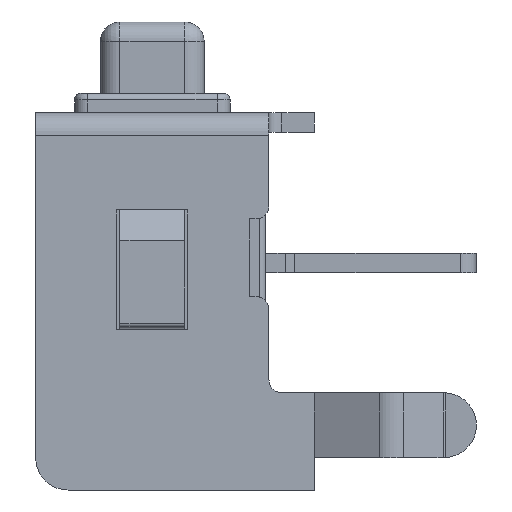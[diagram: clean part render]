
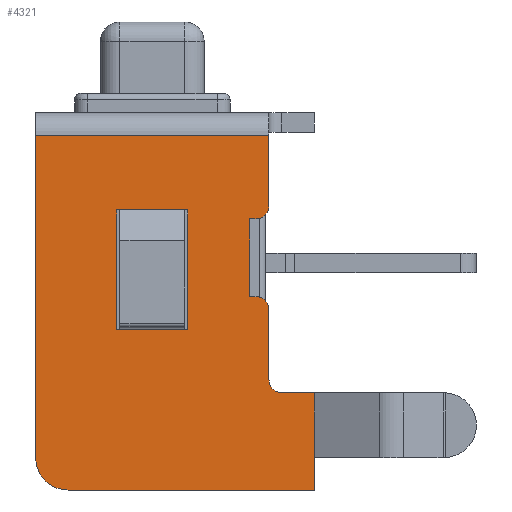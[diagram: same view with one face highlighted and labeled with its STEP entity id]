
A CAD part, left-side view. The second image highlights one B-rep face of the part: STEP entity #4321.
In plain terms, the highlighted planar face has unit normal (-1, 0, 0).
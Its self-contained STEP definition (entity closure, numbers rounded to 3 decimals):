
#41=FACE_BOUND('',#630,.T.);
#204=PLANE('',#4647);
#385=FACE_OUTER_BOUND('',#629,.T.);
#629=EDGE_LOOP('',(#3301,#3302,#3303,#3304,#3305,#3306,#3307,#3308,#3309,
#3310,#3311,#3312,#3313,#3314,#3315));
#630=EDGE_LOOP('',(#3316,#3317,#3318,#3319));
#910=LINE('',#6554,#1356);
#914=LINE('',#6569,#1360);
#943=LINE('',#6634,#1389);
#946=LINE('',#6639,#1392);
#949=LINE('',#6644,#1395);
#950=LINE('',#6646,#1396);
#951=LINE('',#6648,#1397);
#952=LINE('',#6650,#1398);
#954=LINE('',#6654,#1400);
#956=LINE('',#6658,#1402);
#958=LINE('',#6662,#1404);
#959=LINE('',#6664,#1405);
#960=LINE('',#6666,#1406);
#961=LINE('',#6667,#1407);
#962=LINE('',#6668,#1408);
#1356=VECTOR('',#5266,1000.);
#1360=VECTOR('',#5284,1000.);
#1389=VECTOR('',#5345,1000.);
#1392=VECTOR('',#5350,1000.);
#1395=VECTOR('',#5355,1000.);
#1396=VECTOR('',#5358,1000.);
#1397=VECTOR('',#5361,1000.);
#1398=VECTOR('',#5364,1000.);
#1400=VECTOR('',#5368,1000.);
#1402=VECTOR('',#5372,1000.);
#1404=VECTOR('',#5376,1000.);
#1405=VECTOR('',#5379,1000.);
#1406=VECTOR('',#5382,1000.);
#1407=VECTOR('',#5383,1000.);
#1408=VECTOR('',#5384,1000.);
#1735=CIRCLE('',#4598,0.2);
#1737=CIRCLE('',#4601,0.2);
#1739=CIRCLE('',#4604,0.2);
#1741=CIRCLE('',#4607,0.5);
#1972=VERTEX_POINT('',#6502);
#1973=VERTEX_POINT('',#6503);
#1976=VERTEX_POINT('',#6511);
#1977=VERTEX_POINT('',#6512);
#1980=VERTEX_POINT('',#6520);
#1981=VERTEX_POINT('',#6521);
#1984=VERTEX_POINT('',#6529);
#1985=VERTEX_POINT('',#6530);
#1988=VERTEX_POINT('',#6544);
#1989=VERTEX_POINT('',#6552);
#1990=VERTEX_POINT('',#6562);
#1993=VERTEX_POINT('',#6567);
#2012=VERTEX_POINT('',#6632);
#2013=VERTEX_POINT('',#6633);
#2014=VERTEX_POINT('',#6638);
#2015=VERTEX_POINT('',#6642);
#2016=VERTEX_POINT('',#6652);
#2017=VERTEX_POINT('',#6656);
#2018=VERTEX_POINT('',#6660);
#2412=EDGE_CURVE('',#1972,#1973,#1735,.T.);
#2416=EDGE_CURVE('',#1976,#1977,#1737,.T.);
#2420=EDGE_CURVE('',#1980,#1981,#1739,.T.);
#2424=EDGE_CURVE('',#1984,#1985,#1741,.T.);
#2439=EDGE_CURVE('',#1989,#1988,#910,.T.);
#2445=EDGE_CURVE('',#1993,#1990,#914,.T.);
#2480=EDGE_CURVE('',#2012,#2013,#943,.T.);
#2483=EDGE_CURVE('',#1973,#2014,#946,.T.);
#2486=EDGE_CURVE('',#2014,#2015,#949,.T.);
#2487=EDGE_CURVE('',#2015,#1976,#950,.T.);
#2488=EDGE_CURVE('',#1977,#1980,#951,.T.);
#2489=EDGE_CURVE('',#1981,#1989,#952,.T.);
#2491=EDGE_CURVE('',#2016,#1984,#954,.T.);
#2493=EDGE_CURVE('',#2017,#2012,#956,.T.);
#2495=EDGE_CURVE('',#2018,#2017,#958,.T.);
#2496=EDGE_CURVE('',#2013,#2018,#959,.T.);
#2497=EDGE_CURVE('',#1990,#1972,#960,.T.);
#2498=EDGE_CURVE('',#1985,#1993,#961,.T.);
#2499=EDGE_CURVE('',#1988,#2016,#962,.T.);
#3301=ORIENTED_EDGE('',*,*,#2487,.F.);
#3302=ORIENTED_EDGE('',*,*,#2486,.F.);
#3303=ORIENTED_EDGE('',*,*,#2483,.F.);
#3304=ORIENTED_EDGE('',*,*,#2412,.F.);
#3305=ORIENTED_EDGE('',*,*,#2497,.F.);
#3306=ORIENTED_EDGE('',*,*,#2445,.F.);
#3307=ORIENTED_EDGE('',*,*,#2498,.F.);
#3308=ORIENTED_EDGE('',*,*,#2424,.F.);
#3309=ORIENTED_EDGE('',*,*,#2491,.F.);
#3310=ORIENTED_EDGE('',*,*,#2499,.F.);
#3311=ORIENTED_EDGE('',*,*,#2439,.F.);
#3312=ORIENTED_EDGE('',*,*,#2489,.F.);
#3313=ORIENTED_EDGE('',*,*,#2420,.F.);
#3314=ORIENTED_EDGE('',*,*,#2488,.F.);
#3315=ORIENTED_EDGE('',*,*,#2416,.F.);
#3316=ORIENTED_EDGE('',*,*,#2493,.T.);
#3317=ORIENTED_EDGE('',*,*,#2480,.T.);
#3318=ORIENTED_EDGE('',*,*,#2496,.T.);
#3319=ORIENTED_EDGE('',*,*,#2495,.T.);
#4321=ADVANCED_FACE('',(#385,#41),#204,.T.);
#4598=AXIS2_PLACEMENT_3D('',#6504,#5215,#5216);
#4601=AXIS2_PLACEMENT_3D('',#6513,#5223,#5224);
#4604=AXIS2_PLACEMENT_3D('',#6522,#5231,#5232);
#4607=AXIS2_PLACEMENT_3D('',#6531,#5239,#5240);
#4647=AXIS2_PLACEMENT_3D('',#6665,#5380,#5381);
#5215=DIRECTION('center_axis',(1.,0.,0.));
#5216=DIRECTION('ref_axis',(0.,0.,
-1.));
#5223=DIRECTION('center_axis',(1.,0.,0.));
#5224=DIRECTION('ref_axis',(0.,0.,
-1.));
#5231=DIRECTION('center_axis',(-1.,0.,0.));
#5232=DIRECTION('ref_axis',(0.,0.,-1.));
#5239=DIRECTION('center_axis',(1.,0.,0.));
#5240=DIRECTION('ref_axis',(0.,0.,-1.));
#5266=DIRECTION('',(0.,0.,-1.));
#5284=DIRECTION('',(0.,-1.,0.));
#5345=DIRECTION('',(0.,0.,-1.));
#5350=DIRECTION('',(0.,1.,0.));
#5355=DIRECTION('',(0.,0.,-1.));
#5358=DIRECTION('',(0.,-1.,0.));
#5361=DIRECTION('',(0.,0.,-1.));
#5364=DIRECTION('',(0.,-1.,0.));
#5368=DIRECTION('',(0.,1.,0.));
#5372=DIRECTION('',(0.,-1.,0.));
#5376=DIRECTION('',(0.,0.,1.));
#5379=DIRECTION('',(0.,1.,0.));
#5380=DIRECTION('center_axis',(-1.,0.,0.));
#5381=DIRECTION('ref_axis',(0.,0.,-1.));
#5382=DIRECTION('',(0.,0.,-1.));
#5383=DIRECTION('',(0.,0.,1.));
#5384=DIRECTION('',(0.,0.,-1.));
#6502=CARTESIAN_POINT('',(-3.65,-1.8,-1.136));
#6503=CARTESIAN_POINT('',(-3.65,-1.6,-1.336));
#6504=CARTESIAN_POINT('Origin',(-3.65,-1.6,-1.136));
#6511=CARTESIAN_POINT('',(-3.65,-1.6,-2.536));
#6512=CARTESIAN_POINT('',(-3.65,-1.8,-2.736));
#6513=CARTESIAN_POINT('Origin',(-3.65,-1.6,-2.736));
#6520=CARTESIAN_POINT('',(-3.65,-1.8,-3.82));
#6521=CARTESIAN_POINT('',(-3.65,-2.,-4.02));
#6522=CARTESIAN_POINT('Origin',(-3.65,-2.,-3.82));
#6529=CARTESIAN_POINT('',(-3.65,1.3,-5.52));
#6530=CARTESIAN_POINT('',(-3.65,1.8,-5.02));
#6531=CARTESIAN_POINT('Origin',(-3.65,1.3,-5.02));
#6544=CARTESIAN_POINT('',(-3.65,-2.5,-5.02));
#6552=CARTESIAN_POINT('',(-3.65,-2.5,-4.02));
#6554=CARTESIAN_POINT('',(-3.65,-2.5,2.764));
#6562=CARTESIAN_POINT('',(-3.65,-1.8,-0.05));
#6567=CARTESIAN_POINT('',(-3.65,1.8,-0.05));
#6569=CARTESIAN_POINT('',(-3.65,1.8,-0.05));
#6632=CARTESIAN_POINT('',(-3.65,-0.55,-1.2));
#6633=CARTESIAN_POINT('',(-3.65,-0.55,-3.05));
#6634=CARTESIAN_POINT('',(-3.65,-0.55,2.764));
#6638=CARTESIAN_POINT('',(-3.65,-1.5,-1.336));
#6639=CARTESIAN_POINT('',(-3.65,1.8,-1.336));
#6642=CARTESIAN_POINT('',(-3.65,-1.5,-2.536));
#6644=CARTESIAN_POINT('',(-3.65,-1.5,2.764));
#6646=CARTESIAN_POINT('',(-3.65,1.8,-2.536));
#6648=CARTESIAN_POINT('',(-3.65,-1.8,2.764));
#6650=CARTESIAN_POINT('',(-3.65,1.8,-4.02));
#6652=CARTESIAN_POINT('',(-3.65,-2.5,-5.52));
#6654=CARTESIAN_POINT('',(-3.65,1.8,-5.52));
#6656=CARTESIAN_POINT('',(-3.65,0.55,-1.2));
#6658=CARTESIAN_POINT('',(-3.65,1.8,-1.2));
#6660=CARTESIAN_POINT('',(-3.65,0.55,-3.05));
#6662=CARTESIAN_POINT('',(-3.65,0.55,2.764));
#6664=CARTESIAN_POINT('',(-3.65,1.8,-3.05));
#6665=CARTESIAN_POINT('Origin',(-3.65,1.8,2.764));
#6666=CARTESIAN_POINT('',(-3.65,-1.8,2.764));
#6667=CARTESIAN_POINT('',(-3.65,1.8,2.764));
#6668=CARTESIAN_POINT('',(-3.65,-2.5,2.764));
